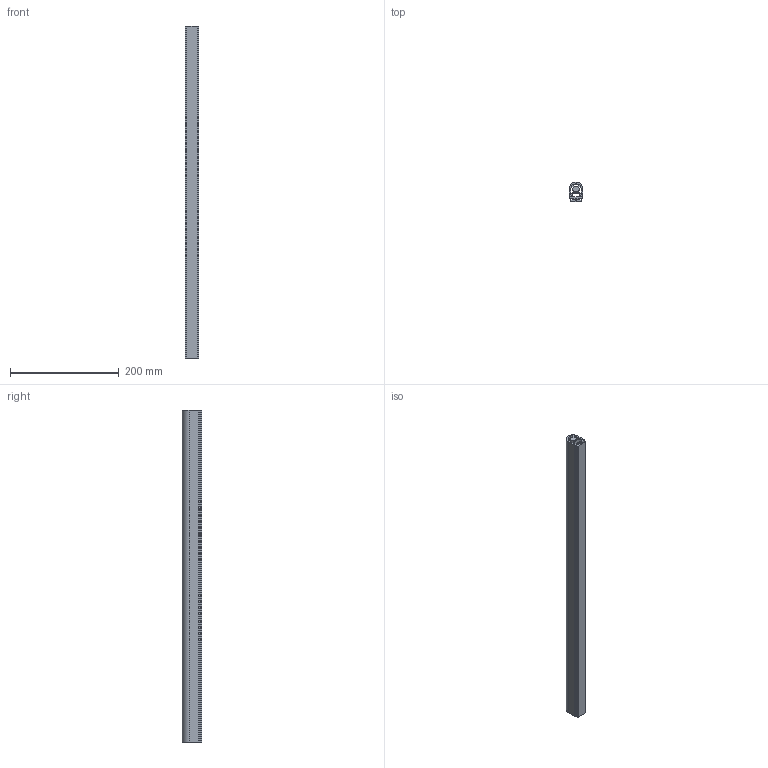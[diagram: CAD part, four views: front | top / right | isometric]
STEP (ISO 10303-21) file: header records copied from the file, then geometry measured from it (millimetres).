
FILE_DESCRIPTION (( 'STEP AP214' ), '1' );
FILE_NAME ('1502-2600.STEP', '2017-12-01T19:11:04', ( '' ), ( '' ), 'SwSTEP 2.0', 'SolidWorks 2017', '' );
FILE_SCHEMA (( 'AUTOMOTIVE_DESIGN' ));
Length unit declared in the file: millimetre
Products named in the file (1): 1502-2600
Bounding box: 25 x 35.5 x 609.6 mm (x, y, z)
Volume: 304311.4 mm3; surface area: 182650.6 mm2
Topology: 1 solids, 1 shells, 47 faces, 135 edges, 90 vertices
Faces by surface type: cylinder 24, plane 23
Entity records: 1611 total; most frequent: DIRECTION 279, CARTESIAN_POINT 273, ORIENTED_EDGE 270, EDGE_CURVE 135, AXIS2_PLACEMENT_3D 96, VERTEX_POINT 90, LINE 87, VECTOR 87
